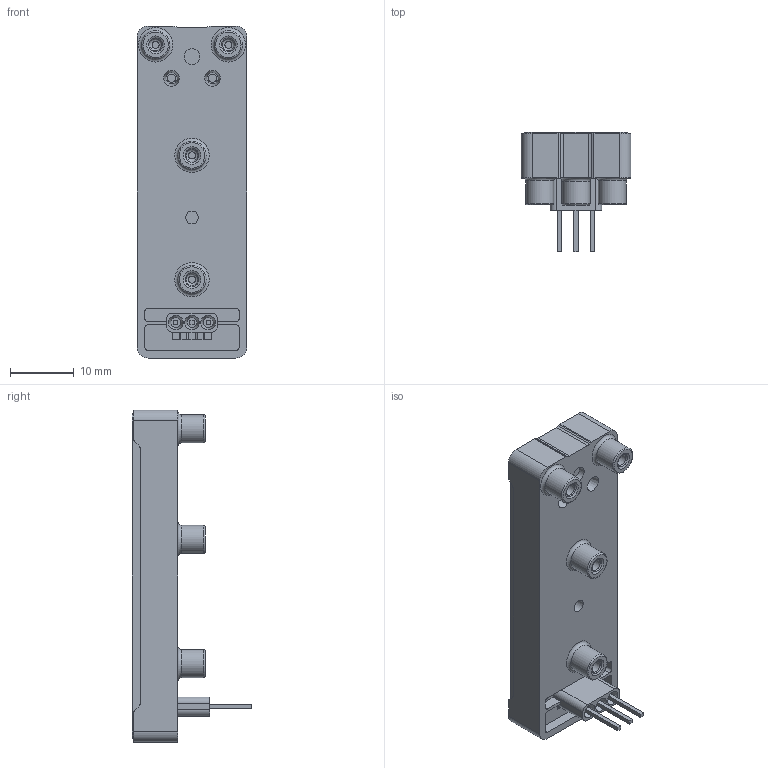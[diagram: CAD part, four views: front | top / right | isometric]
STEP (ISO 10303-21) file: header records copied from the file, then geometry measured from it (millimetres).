
FILE_DESCRIPTION(/* description */ ('STEP AP214'),/* implementation_level */ '2;1');
FILE_NAME(/* name */ '8064293_VEMP-BS-3-13-D7-F-22T1-P30',/* time_stamp */ '2024-09-16T11:29:01+02:00',/* author */ ('License CC BY-ND 4.0'),/* organization */ ('CADENAS'),/* preprocessor_version */ 'ST-DEVELOPER v19.3',/* originating_system */ 'PARTsolutions',/* authorisation */ ' ');
FILE_SCHEMA (('AUTOMOTIVE_DESIGN {1 0 10303 214 3 1 1}'));
Length unit declared in the file: millimetre
Products named in the file (1): 8064293 VEMP-BS-3-13-D7-F-22T1-P30
Bounding box: 17.2 x 18.7 x 52.1 mm (x, y, z)
Volume: 6509.8 mm3; surface area: 3423.8 mm2
Topology: 1 solids, 1 shells, 158 faces, 379 edges, 246 vertices
Faces by surface type: plane 85, cylinder 48, torus 16, cone 9
Full cylindrical faces by diameter (mm): 1.3 x2, 1.9 x4, 2 x1, 2.5 x1, 4.4 x4
Entity records: 5535 total; most frequent: DIRECTION 786, CARTESIAN_POINT 747, ORIENTED_EDGE 684, EDGE_CURVE 342, AXIS2_PLACEMENT_3D 285, VERTEX_POINT 246, EDGE_LOOP 218, FACE_BOUND 218
